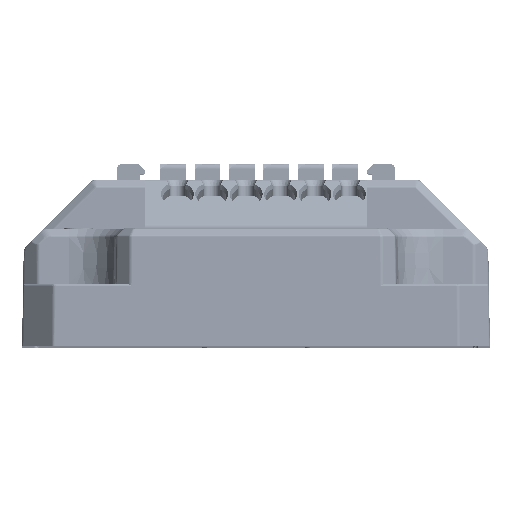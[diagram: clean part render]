
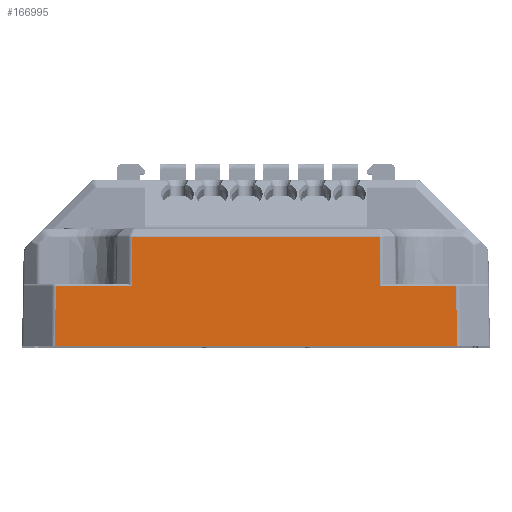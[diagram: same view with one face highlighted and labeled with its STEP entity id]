
A CAD part, top view. The second image highlights one B-rep face of the part: STEP entity #166995.
In plain terms, the highlighted planar face has unit normal (0, 0.018, 1).
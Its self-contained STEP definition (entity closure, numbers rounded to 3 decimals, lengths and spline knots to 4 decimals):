
#2479 = EDGE_CURVE ( 'NONE', #287052, #15985, #70793, .T. ) ;
#5319 = LINE ( 'NONE', #117491, #143560 ) ;
#5660 = EDGE_CURVE ( 'NONE', #287052, #108150, #7212, .T. ) ;
#7212 = LINE ( 'NONE', #216324, #161101 ) ;
#7474 = VERTEX_POINT ( 'NONE', #263087 ) ;
#12452 = EDGE_CURVE ( 'NONE', #15985, #130589, #249757, .T. ) ;
#15519 = EDGE_CURVE ( 'NONE', #77777, #111411, #283115, .T. ) ;
#15985 = VERTEX_POINT ( 'NONE', #154215 ) ;
#17190 = VERTEX_POINT ( 'NONE', #67548 ) ;
#21018 = VECTOR ( 'NONE', #105677, 39.3701 ) ;
#26547 = EDGE_CURVE ( 'NONE', #17190, #108150, #192814, .T. ) ;
#38674 = VECTOR ( 'NONE', #171914, 39.3701 ) ;
#42530 = CARTESIAN_POINT ( 'NONE',  ( 0.8125, 0.4388, 2.1798 ) ) ;
#44220 = LINE ( 'NONE', #45664, #163787 ) ;
#45664 = CARTESIAN_POINT ( 'NONE',  ( 0.498, -0.0023, 2.1875 ) ) ;
#48378 = CARTESIAN_POINT ( 'NONE',  ( 0.8043, -0.0001, 2.1875 ) ) ;
#50968 = EDGE_LOOP ( 'NONE', ( #263230, #272338, #190880, #165202, #106423, #203120, #282634, #72859 ) ) ;
#51681 = CARTESIAN_POINT ( 'NONE',  ( 0.4948, 0.4388, 2.1798 ) ) ;
#56446 = VECTOR ( 'NONE', #268069, 39.3701 ) ;
#58846 = CARTESIAN_POINT ( 'NONE',  ( -0.8043, 0., 2.1875 ) ) ;
#67548 = CARTESIAN_POINT ( 'NONE',  ( -0.8026, 0.2403, 2.1833 ) ) ;
#70793 = LINE ( 'NONE', #48378, #74235 ) ;
#72859 = ORIENTED_EDGE ( 'NONE', *, *, #5660, .F. ) ;
#74235 = VECTOR ( 'NONE', #276894, 39.3701 ) ;
#77777 = VERTEX_POINT ( 'NONE', #51681 ) ;
#93892 = VECTOR ( 'NONE', #112356, 39.3701 ) ;
#102476 = EDGE_CURVE ( 'NONE', #130589, #77777, #44220, .T. ) ;
#105677 = DIRECTION ( 'NONE',  ( -0.007, -1., 0.017 ) ) ;
#106423 = ORIENTED_EDGE ( 'NONE', *, *, #127939, .T. ) ;
#108150 = VERTEX_POINT ( 'NONE', #58846 ) ;
#111411 = VERTEX_POINT ( 'NONE', #260109 ) ;
#112356 = DIRECTION ( 'NONE',  ( -1., 0., 0. ) ) ;
#117491 = CARTESIAN_POINT ( 'NONE',  ( -0.8025, 0.2403, 2.1833 ) ) ;
#125689 = CARTESIAN_POINT ( 'NONE',  ( -0.8043, 0.0117, 2.1873 ) ) ;
#127939 = EDGE_CURVE ( 'NONE', #111411, #7474, #202600, .T. ) ;
#130589 = VERTEX_POINT ( 'NONE', #287391 ) ;
#140638 = AXIS2_PLACEMENT_3D ( 'NONE', #197743, #288902, #176857 ) ;
#143560 = VECTOR ( 'NONE', #187578, 39.3701 ) ;
#154215 = CARTESIAN_POINT ( 'NONE',  ( 0.8026, 0.2403, 2.1833 ) ) ;
#161101 = VECTOR ( 'NONE', #168573, 39.3701 ) ;
#163787 = VECTOR ( 'NONE', #184511, 39.3701 ) ;
#165202 = ORIENTED_EDGE ( 'NONE', *, *, #15519, .T. ) ;
#166995 = ADVANCED_FACE ( 'NONE', ( #200733 ), #267980, .T. ) ;
#168573 = DIRECTION ( 'NONE',  ( -1., 0., 0. ) ) ;
#171914 = DIRECTION ( 'NONE',  ( -0.007, -1., 0.017 ) ) ;
#176857 = DIRECTION ( 'NONE',  ( 0., 1., -0.017 ) ) ;
#184511 = DIRECTION ( 'NONE',  ( -0.007, 1., -0.017 ) ) ;
#187578 = DIRECTION ( 'NONE',  ( -1., 0., 0. ) ) ;
#190880 = ORIENTED_EDGE ( 'NONE', *, *, #102476, .T. ) ;
#192814 = LINE ( 'NONE', #125689, #38674 ) ;
#197743 = CARTESIAN_POINT ( 'NONE',  ( 0.8125, 0., 2.1875 ) ) ;
#200733 = FACE_OUTER_BOUND ( 'NONE', #50968, .T. ) ;
#202600 = LINE ( 'NONE', #271369, #21018 ) ;
#203120 = ORIENTED_EDGE ( 'NONE', *, *, #203448, .T. ) ;
#203448 = EDGE_CURVE ( 'NONE', #7474, #17190, #5319, .T. ) ;
#216324 = CARTESIAN_POINT ( 'NONE',  ( 0.8125, 0., 2.1875 ) ) ;
#225876 = CARTESIAN_POINT ( 'NONE',  ( 0.4962, 0.2403, 2.1833 ) ) ;
#235146 = CARTESIAN_POINT ( 'NONE',  ( 0.8043, 0., 2.1875 ) ) ;
#249757 = LINE ( 'NONE', #225876, #93892 ) ;
#260109 = CARTESIAN_POINT ( 'NONE',  ( -0.4948, 0.4388, 2.1798 ) ) ;
#263087 = CARTESIAN_POINT ( 'NONE',  ( -0.4963, 0.2403, 2.1833 ) ) ;
#263230 = ORIENTED_EDGE ( 'NONE', *, *, #2479, .T. ) ;
#267980 = PLANE ( 'NONE',  #140638 ) ;
#268069 = DIRECTION ( 'NONE',  ( -1., 0., 0. ) ) ;
#271369 = CARTESIAN_POINT ( 'NONE',  ( -0.498, 0.0095, 2.1873 ) ) ;
#272338 = ORIENTED_EDGE ( 'NONE', *, *, #12452, .T. ) ;
#276894 = DIRECTION ( 'NONE',  ( -0.007, 1., -0.017 ) ) ;
#282634 = ORIENTED_EDGE ( 'NONE', *, *, #26547, .T. ) ;
#283115 = LINE ( 'NONE', #42530, #56446 ) ;
#287052 = VERTEX_POINT ( 'NONE', #235146 ) ;
#287391 = CARTESIAN_POINT ( 'NONE',  ( 0.4963, 0.2403, 2.1833 ) ) ;
#288902 = DIRECTION ( 'NONE',  ( 0., 0.017, 1. ) ) ;
